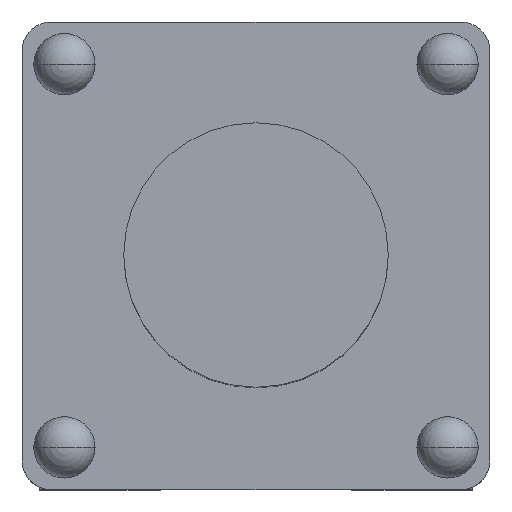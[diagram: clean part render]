
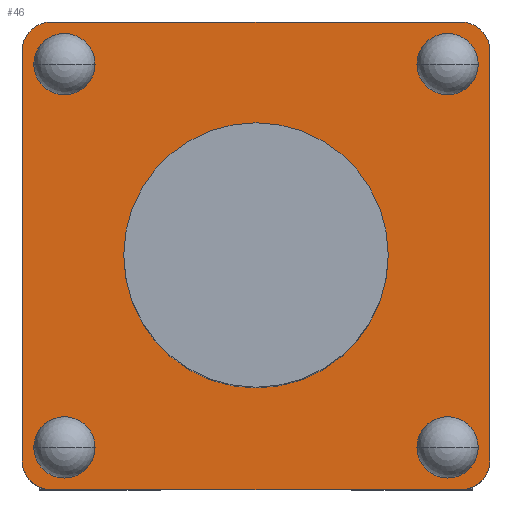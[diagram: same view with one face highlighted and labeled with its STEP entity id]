
A CAD part, top view. The second image highlights one B-rep face of the part: STEP entity #46.
In plain terms, the highlighted planar face has unit normal (0, 0, 1).
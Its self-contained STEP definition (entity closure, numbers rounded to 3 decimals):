
#46=ADVANCED_FACE('',(#94,#95,#96,#97,#98,#99),#100,.T.);
#94=FACE_OUTER_BOUND('',#195,.T.);
#95=FACE_BOUND('',#196,.T.);
#96=FACE_BOUND('',#197,.T.);
#97=FACE_BOUND('',#198,.T.);
#98=FACE_BOUND('',#199,.T.);
#99=FACE_BOUND('',#200,.T.);
#100=PLANE('',#201);
#195=EDGE_LOOP('',(#296,#297,#298,#299,#300,#301,#302,#303));
#196=EDGE_LOOP('',(#304,#305));
#197=EDGE_LOOP('',(#306,#307));
#198=EDGE_LOOP('',(#308,#309));
#199=EDGE_LOOP('',(#310,#311));
#200=EDGE_LOOP('',(#312,#313));
#201=AXIS2_PLACEMENT_3D('',#314,#315,#316);
#296=ORIENTED_EDGE('',*,*,#669,.F.);
#297=ORIENTED_EDGE('',*,*,#670,.T.);
#298=ORIENTED_EDGE('',*,*,#671,.F.);
#299=ORIENTED_EDGE('',*,*,#672,.T.);
#300=ORIENTED_EDGE('',*,*,#673,.F.);
#301=ORIENTED_EDGE('',*,*,#674,.T.);
#302=ORIENTED_EDGE('',*,*,#675,.F.);
#303=ORIENTED_EDGE('',*,*,#676,.T.);
#304=ORIENTED_EDGE('',*,*,#677,.F.);
#305=ORIENTED_EDGE('',*,*,#678,.F.);
#306=ORIENTED_EDGE('',*,*,#679,.F.);
#307=ORIENTED_EDGE('',*,*,#680,.F.);
#308=ORIENTED_EDGE('',*,*,#681,.F.);
#309=ORIENTED_EDGE('',*,*,#682,.F.);
#310=ORIENTED_EDGE('',*,*,#683,.F.);
#311=ORIENTED_EDGE('',*,*,#684,.F.);
#312=ORIENTED_EDGE('',*,*,#685,.F.);
#313=ORIENTED_EDGE('',*,*,#686,.F.);
#314=CARTESIAN_POINT('',(0.0,0.0,0.0));
#315=DIRECTION('',(0.0,0.0,1.0));
#316=DIRECTION('',(1.0,0.0,0.0));
#669=EDGE_CURVE('',#785,#786,#787,.T.);
#670=EDGE_CURVE('',#785,#788,#789,.T.);
#671=EDGE_CURVE('',#790,#788,#791,.T.);
#672=EDGE_CURVE('',#790,#792,#793,.T.);
#673=EDGE_CURVE('',#794,#792,#795,.T.);
#674=EDGE_CURVE('',#794,#796,#797,.T.);
#675=EDGE_CURVE('',#798,#796,#799,.T.);
#676=EDGE_CURVE('',#798,#786,#800,.T.);
#677=EDGE_CURVE('',#801,#802,#803,.T.);
#678=EDGE_CURVE('',#802,#801,#804,.T.);
#679=EDGE_CURVE('',#805,#806,#807,.T.);
#680=EDGE_CURVE('',#806,#805,#808,.T.);
#681=EDGE_CURVE('',#809,#810,#811,.T.);
#682=EDGE_CURVE('',#810,#809,#812,.T.);
#683=EDGE_CURVE('',#813,#814,#815,.T.);
#684=EDGE_CURVE('',#814,#813,#816,.T.);
#685=EDGE_CURVE('',#817,#818,#819,.T.);
#686=EDGE_CURVE('',#818,#817,#820,.T.);
#785=VERTEX_POINT('',#979);
#786=VERTEX_POINT('',#980);
#787=LINE('',#981,#982);
#788=VERTEX_POINT('',#983);
#789=CIRCLE('',#984,0.381);
#790=VERTEX_POINT('',#985);
#791=LINE('',#986,#987);
#792=VERTEX_POINT('',#988);
#793=CIRCLE('',#989,0.381);
#794=VERTEX_POINT('',#990);
#795=LINE('',#991,#992);
#796=VERTEX_POINT('',#993);
#797=CIRCLE('',#994,0.381);
#798=VERTEX_POINT('',#995);
#799=LINE('',#996,#997);
#800=CIRCLE('',#998,0.381);
#801=VERTEX_POINT('',#999);
#802=VERTEX_POINT('',#1000);
#803=CIRCLE('',#1001,1.753);
#804=CIRCLE('',#1002,1.753);
#805=VERTEX_POINT('',#1003);
#806=VERTEX_POINT('',#1004);
#807=CIRCLE('',#1005,0.406);
#808=CIRCLE('',#1006,0.406);
#809=VERTEX_POINT('',#1007);
#810=VERTEX_POINT('',#1008);
#811=CIRCLE('',#1009,0.406);
#812=CIRCLE('',#1010,0.406);
#813=VERTEX_POINT('',#1011);
#814=VERTEX_POINT('',#1012);
#815=CIRCLE('',#1013,0.406);
#816=CIRCLE('',#1014,0.406);
#817=VERTEX_POINT('',#1015);
#818=VERTEX_POINT('',#1016);
#819=CIRCLE('',#1017,0.406);
#820=CIRCLE('',#1018,0.406);
#979=CARTESIAN_POINT('',(-2.718,3.099,0.0));
#980=CARTESIAN_POINT('',(2.718,3.099,0.0));
#981=CARTESIAN_POINT('',(-2.718,3.099,0.0));
#982=VECTOR('',#1259,5.436);
#983=CARTESIAN_POINT('',(-3.099,2.718,0.0));
#984=AXIS2_PLACEMENT_3D('',#1260,#1261,#1262);
#985=CARTESIAN_POINT('',(-3.099,-2.718,0.0));
#986=CARTESIAN_POINT('',(-3.099,-2.718,0.0));
#987=VECTOR('',#1263,5.436);
#988=CARTESIAN_POINT('',(-2.718,-3.099,0.0));
#989=AXIS2_PLACEMENT_3D('',#1264,#1265,#1266);
#990=CARTESIAN_POINT('',(2.718,-3.099,0.0));
#991=CARTESIAN_POINT('',(2.718,-3.099,0.0));
#992=VECTOR('',#1267,5.436);
#993=CARTESIAN_POINT('',(3.099,-2.718,0.0));
#994=AXIS2_PLACEMENT_3D('',#1268,#1269,#1270);
#995=CARTESIAN_POINT('',(3.099,2.718,0.0));
#996=CARTESIAN_POINT('',(3.099,2.718,0.0));
#997=VECTOR('',#1271,5.436);
#998=AXIS2_PLACEMENT_3D('',#1272,#1273,#1274);
#999=CARTESIAN_POINT('',(-1.753,0.0,0.0));
#1000=CARTESIAN_POINT('',(1.753,0.0,0.0));
#1001=AXIS2_PLACEMENT_3D('',#1275,#1276,#1277);
#1002=AXIS2_PLACEMENT_3D('',#1278,#1279,#1280);
#1003=CARTESIAN_POINT('',(2.134,2.54,0.0));
#1004=CARTESIAN_POINT('',(2.946,2.54,0.0));
#1005=AXIS2_PLACEMENT_3D('',#1281,#1282,#1283);
#1006=AXIS2_PLACEMENT_3D('',#1284,#1285,#1286);
#1007=CARTESIAN_POINT('',(-2.946,2.54,0.0));
#1008=CARTESIAN_POINT('',(-2.134,2.54,0.0));
#1009=AXIS2_PLACEMENT_3D('',#1287,#1288,#1289);
#1010=AXIS2_PLACEMENT_3D('',#1290,#1291,#1292);
#1011=CARTESIAN_POINT('',(-2.946,-2.54,0.0));
#1012=CARTESIAN_POINT('',(-2.134,-2.54,0.0));
#1013=AXIS2_PLACEMENT_3D('',#1293,#1294,#1295);
#1014=AXIS2_PLACEMENT_3D('',#1296,#1297,#1298);
#1015=CARTESIAN_POINT('',(2.134,-2.54,0.0));
#1016=CARTESIAN_POINT('',(2.946,-2.54,0.0));
#1017=AXIS2_PLACEMENT_3D('',#1299,#1300,#1301);
#1018=AXIS2_PLACEMENT_3D('',#1302,#1303,#1304);
#1259=DIRECTION('',(1.0,0.0,0.0));
#1260=CARTESIAN_POINT('',(-2.718,2.718,0.0));
#1261=DIRECTION('',(0.0,-0.0,1.0));
#1262=DIRECTION('',(0.0,1.0,0.0));
#1263=DIRECTION('',(0.0,1.0,0.0));
#1264=CARTESIAN_POINT('',(-2.718,-2.718,0.0));
#1265=DIRECTION('',(0.0,0.0,1.0));
#1266=DIRECTION('',(-1.0,0.0,0.0));
#1267=DIRECTION('',(-1.0,0.0,0.0));
#1268=CARTESIAN_POINT('',(2.718,-2.718,0.0));
#1269=DIRECTION('',(0.0,0.0,1.0));
#1270=DIRECTION('',(0.0,-1.0,0.0));
#1271=DIRECTION('',(0.0,-1.0,0.0));
#1272=CARTESIAN_POINT('',(2.718,2.718,0.0));
#1273=DIRECTION('',(0.0,0.0,1.0));
#1274=DIRECTION('',(1.0,0.0,0.0));
#1275=CARTESIAN_POINT('',(0.0,0.0,0.0));
#1276=DIRECTION('',(0.0,0.0,1.0));
#1277=DIRECTION('',(-1.0,0.0,0.0));
#1278=CARTESIAN_POINT('',(0.0,0.0,0.0));
#1279=DIRECTION('',(0.0,0.0,1.0));
#1280=DIRECTION('',(1.0,0.0,0.0));
#1281=CARTESIAN_POINT('',(2.54,2.54,0.0));
#1282=DIRECTION('',(0.0,0.0,1.0));
#1283=DIRECTION('',(-1.0,0.0,0.0));
#1284=CARTESIAN_POINT('',(2.54,2.54,0.0));
#1285=DIRECTION('',(0.0,0.0,1.0));
#1286=DIRECTION('',(1.0,0.0,0.0));
#1287=CARTESIAN_POINT('',(-2.54,2.54,0.0));
#1288=DIRECTION('',(0.0,0.0,1.0));
#1289=DIRECTION('',(-1.0,0.0,0.0));
#1290=CARTESIAN_POINT('',(-2.54,2.54,0.0));
#1291=DIRECTION('',(0.0,0.0,1.0));
#1292=DIRECTION('',(1.0,0.0,0.0));
#1293=CARTESIAN_POINT('',(-2.54,-2.54,0.0));
#1294=DIRECTION('',(0.0,0.0,1.0));
#1295=DIRECTION('',(-1.0,0.0,0.0));
#1296=CARTESIAN_POINT('',(-2.54,-2.54,0.0));
#1297=DIRECTION('',(0.0,0.0,1.0));
#1298=DIRECTION('',(1.0,0.0,0.0));
#1299=CARTESIAN_POINT('',(2.54,-2.54,0.0));
#1300=DIRECTION('',(0.0,0.0,1.0));
#1301=DIRECTION('',(-1.0,0.0,0.0));
#1302=CARTESIAN_POINT('',(2.54,-2.54,0.0));
#1303=DIRECTION('',(0.0,0.0,1.0));
#1304=DIRECTION('',(1.0,0.0,0.0));
